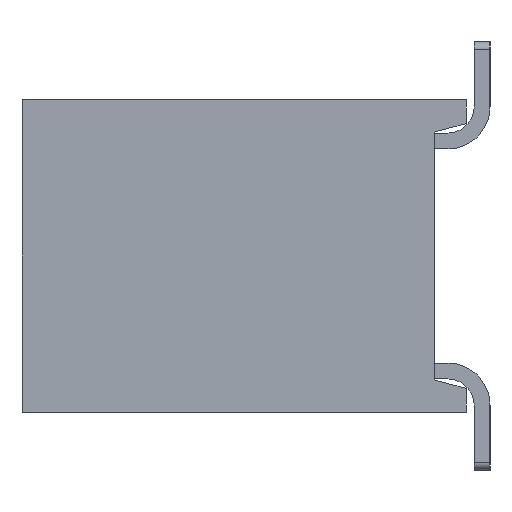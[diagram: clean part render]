
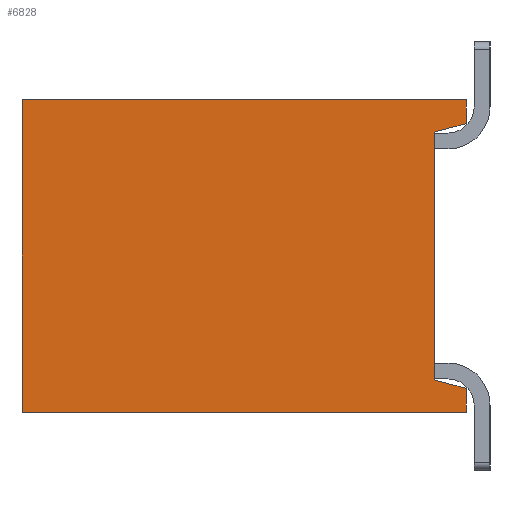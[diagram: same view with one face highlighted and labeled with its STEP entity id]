
A CAD part, left-side view. The second image highlights one B-rep face of the part: STEP entity #6828.
In plain terms, the highlighted planar face has unit normal (-1, 0, 0).
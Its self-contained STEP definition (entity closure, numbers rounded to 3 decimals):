
#51 = CARTESIAN_POINT ( 'NONE',  ( -12.954, 7.493, -2.502 ) ) ;
#337 = VECTOR ( 'NONE', #3834, 1000. ) ;
#370 = VERTEX_POINT ( 'NONE', #3750 ) ;
#655 = LINE ( 'NONE', #7063, #7536 ) ;
#683 = CARTESIAN_POINT ( 'NONE',  ( -12.954, 0.889, -1.985 ) ) ;
#990 = ORIENTED_EDGE ( 'NONE', *, *, #5680, .T. ) ;
#1347 = CARTESIAN_POINT ( 'NONE',  ( -12.954, 0., 0. ) ) ;
#1520 = VECTOR ( 'NONE', #7360, 1000. ) ;
#1715 = ORIENTED_EDGE ( 'NONE', *, *, #2662, .T. ) ;
#1727 = VECTOR ( 'NONE', #2287, 1000. ) ;
#1753 = VECTOR ( 'NONE', #6588, 1000. ) ;
#1808 = DIRECTION ( 'NONE',  ( 0., 0., -1. ) ) ;
#2030 = CARTESIAN_POINT ( 'NONE',  ( -12.954, 0.381, -2.121 ) ) ;
#2287 = DIRECTION ( 'NONE',  ( 0., 0., 1. ) ) ;
#2322 = VECTOR ( 'NONE', #1808, 1000. ) ;
#2370 = LINE ( 'NONE', #6037, #2322 ) ;
#2473 = CARTESIAN_POINT ( 'NONE',  ( -12.954, 0.889, 1.985 ) ) ;
#2607 = CARTESIAN_POINT ( 'NONE',  ( -12.954, 0.381, 2.121 ) ) ;
#2662 = EDGE_CURVE ( 'NONE', #7034, #8365, #6584, .T. ) ;
#2736 = DIRECTION ( 'NONE',  ( 0., 1., 0. ) ) ;
#2770 = DIRECTION ( 'NONE',  ( -1., 0., 0. ) ) ;
#2810 = LINE ( 'NONE', #5632, #337 ) ;
#2822 = PLANE ( 'NONE',  #5266 ) ;
#2847 = VERTEX_POINT ( 'NONE', #6057 ) ;
#2860 = CARTESIAN_POINT ( 'NONE',  ( -12.954, 0.381, -2.502 ) ) ;
#2906 = CARTESIAN_POINT ( 'NONE',  ( -12.954, 0.381, -2.121 ) ) ;
#3016 = LINE ( 'NONE', #5198, #1520 ) ;
#3070 = VECTOR ( 'NONE', #8465, 1000. ) ;
#3299 = VERTEX_POINT ( 'NONE', #2607 ) ;
#3307 = ORIENTED_EDGE ( 'NONE', *, *, #8450, .T. ) ;
#3343 = CARTESIAN_POINT ( 'NONE',  ( -12.954, 0.381, 2.502 ) ) ;
#3659 = EDGE_CURVE ( 'NONE', #370, #2847, #2370, .T. ) ;
#3750 = CARTESIAN_POINT ( 'NONE',  ( -12.954, 7.493, 2.502 ) ) ;
#3834 = DIRECTION ( 'NONE',  ( 0., 0., 1. ) ) ;
#4049 = EDGE_LOOP ( 'NONE', ( #7096, #4469, #7061, #5596, #1715, #3307, #7725, #990 ) ) ;
#4469 = ORIENTED_EDGE ( 'NONE', *, *, #3659, .T. ) ;
#4873 = EDGE_CURVE ( 'NONE', #6783, #7034, #3016, .T. ) ;
#5098 = LINE ( 'NONE', #51, #1753 ) ;
#5109 = EDGE_CURVE ( 'NONE', #6446, #370, #655, .T. ) ;
#5139 = DIRECTION ( 'NONE',  ( 0., 0.966, 0.259 ) ) ;
#5198 = CARTESIAN_POINT ( 'NONE',  ( -12.954, 0.381, -2.502 ) ) ;
#5229 = EDGE_CURVE ( 'NONE', #2847, #6783, #5098, .T. ) ;
#5266 = AXIS2_PLACEMENT_3D ( 'NONE', #1347, #2770, #5643 ) ;
#5466 = VECTOR ( 'NONE', #5139, 1000. ) ;
#5579 = LINE ( 'NONE', #7658, #3070 ) ;
#5596 = ORIENTED_EDGE ( 'NONE', *, *, #4873, .T. ) ;
#5632 = CARTESIAN_POINT ( 'NONE',  ( -12.954, 0.889, -1.985 ) ) ;
#5643 = DIRECTION ( 'NONE',  ( 0., 0., 1. ) ) ;
#5680 = EDGE_CURVE ( 'NONE', #3299, #6446, #8054, .T. ) ;
#6037 = CARTESIAN_POINT ( 'NONE',  ( -12.954, 7.493, 2.502 ) ) ;
#6057 = CARTESIAN_POINT ( 'NONE',  ( -12.954, 7.493, -2.502 ) ) ;
#6203 = FACE_OUTER_BOUND ( 'NONE', #4049, .T. ) ;
#6446 = VERTEX_POINT ( 'NONE', #3343 ) ;
#6584 = LINE ( 'NONE', #2030, #5466 ) ;
#6588 = DIRECTION ( 'NONE',  ( 0., -1., 0. ) ) ;
#6783 = VERTEX_POINT ( 'NONE', #2860 ) ;
#6828 = ADVANCED_FACE ( 'NONE', ( #6203 ), #2822, .T. ) ;
#7034 = VERTEX_POINT ( 'NONE', #2906 ) ;
#7061 = ORIENTED_EDGE ( 'NONE', *, *, #5229, .T. ) ;
#7063 = CARTESIAN_POINT ( 'NONE',  ( -12.954, 0.381, 2.502 ) ) ;
#7096 = ORIENTED_EDGE ( 'NONE', *, *, #5109, .T. ) ;
#7221 = EDGE_CURVE ( 'NONE', #8273, #3299, #5579, .T. ) ;
#7295 = CARTESIAN_POINT ( 'NONE',  ( -12.954, 0.381, 2.121 ) ) ;
#7360 = DIRECTION ( 'NONE',  ( 0., 0., 1. ) ) ;
#7536 = VECTOR ( 'NONE', #2736, 1000. ) ;
#7658 = CARTESIAN_POINT ( 'NONE',  ( -12.954, 0.889, 1.985 ) ) ;
#7725 = ORIENTED_EDGE ( 'NONE', *, *, #7221, .T. ) ;
#8054 = LINE ( 'NONE', #7295, #1727 ) ;
#8273 = VERTEX_POINT ( 'NONE', #2473 ) ;
#8365 = VERTEX_POINT ( 'NONE', #683 ) ;
#8450 = EDGE_CURVE ( 'NONE', #8365, #8273, #2810, .T. ) ;
#8465 = DIRECTION ( 'NONE',  ( 0., -0.966, 0.259 ) ) ;
